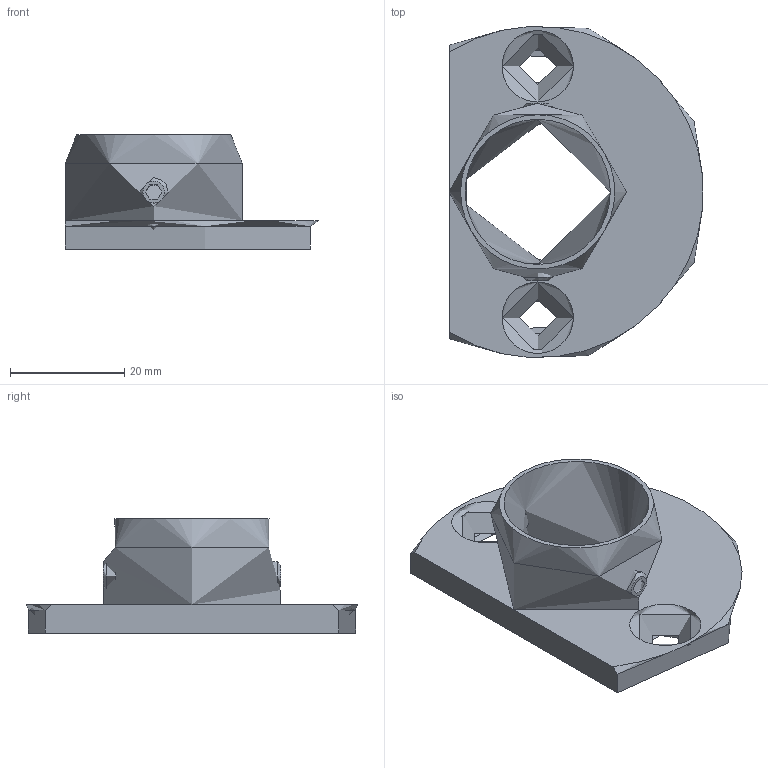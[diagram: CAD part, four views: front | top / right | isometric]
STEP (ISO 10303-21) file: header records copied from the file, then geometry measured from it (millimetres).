
FILE_DESCRIPTION (( 'STEP AP203' ), '1' );
FILE_NAME ('60833-240.step', '2021-11-26T10:02:42', ( '' ), ( '' ), 'SwSTEP 2.0', 'SolidWorks 2018', '' );
FILE_SCHEMA (( 'CONFIG_CONTROL_DESIGN' ));
Length unit declared in the file: millimetre
Products named in the file (7): DIN913; 60833-240 Teil1_60833-240 Teil1; DIN913_DIN 913 M5x3; 60833-240 Teil1; 60833-240
Assembly tree (6 placements, depth 2):
  60833-240
    60833-240 Teil1
    DIN913
    DIN913
  60833-240
    60833-240 Teil1_60833-240 Teil1
    DIN913_DIN 913 M5x3  x2
Bounding box: 44.39 x 57.92 x 20 mm (x, y, z)
Volume: 9243.9 mm3; surface area: 7577.2 mm2
Topology: 3 solids, 3 shells, 321 faces, 836 edges, 550 vertices
Faces by surface type: plane 149, bspline 128, cylinder 22, cone 11, torus 11
Full cylindrical faces by diameter (mm): 4.2 x2, 5 x2, 6.5 x2, 12.5 x2, 25.4 x1, 31 x1
Entity records: 21804 total; most frequent: CARTESIAN_POINT 14524, ORIENTED_EDGE 1540, DIRECTION 953, EDGE_CURVE 770, VERTEX_POINT 514, LINE 433, VECTOR 433, EDGE_LOOP 356
